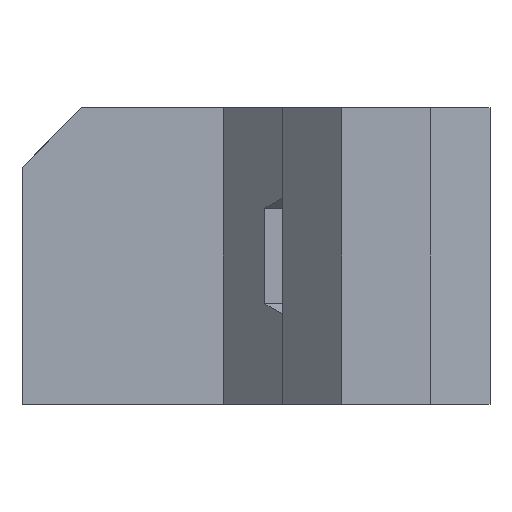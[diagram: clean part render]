
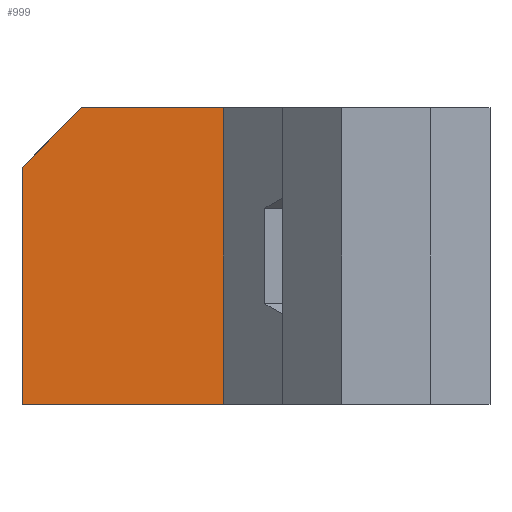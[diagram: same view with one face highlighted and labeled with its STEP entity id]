
A CAD part, front view. The second image highlights one B-rep face of the part: STEP entity #999.
In plain terms, the highlighted planar face has unit normal (0, -1, 0).
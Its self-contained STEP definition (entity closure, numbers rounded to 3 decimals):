
#47=PLANE('',#1079);
#97=FACE_OUTER_BOUND('',#155,.T.);
#155=EDGE_LOOP('',(#851,#852,#853,#854,#855));
#181=LINE('',#1375,#306);
#190=LINE('',#1394,#315);
#203=LINE('',#1420,#328);
#260=LINE('',#1555,#385);
#261=LINE('',#1556,#386);
#306=VECTOR('',#1118,1000.);
#315=VECTOR('',#1129,1000.);
#328=VECTOR('',#1144,1000.);
#385=VECTOR('',#1275,1000.);
#386=VECTOR('',#1276,1000.);
#449=VERTEX_POINT('',#1373);
#450=VERTEX_POINT('',#1374);
#458=VERTEX_POINT('',#1391);
#459=VERTEX_POINT('',#1393);
#471=VERTEX_POINT('',#1418);
#545=EDGE_CURVE('',#449,#450,#181,.T.);
#554=EDGE_CURVE('',#458,#459,#190,.T.);
#567=EDGE_CURVE('',#449,#471,#203,.T.);
#636=EDGE_CURVE('',#471,#459,#260,.T.);
#637=EDGE_CURVE('',#458,#450,#261,.F.);
#851=ORIENTED_EDGE('',*,*,#567,.T.);
#852=ORIENTED_EDGE('',*,*,#636,.T.);
#853=ORIENTED_EDGE('',*,*,#554,.F.);
#854=ORIENTED_EDGE('',*,*,#637,.T.);
#855=ORIENTED_EDGE('',*,*,#545,.F.);
#999=ADVANCED_FACE('',(#97),#47,.T.);
#1079=AXIS2_PLACEMENT_3D('',#1554,#1273,#1274);
#1118=DIRECTION('',(0.,0.,1.));
#1129=DIRECTION('',(1.,0.,0.));
#1144=DIRECTION('',(1.,0.,0.));
#1273=DIRECTION('center_axis',(0.,-1.,0.));
#1274=DIRECTION('ref_axis',(0.,0.,-1.));
#1275=DIRECTION('',(0.,0.,1.));
#1276=DIRECTION('',(0.707,0.,0.707));
#1373=CARTESIAN_POINT('',(-7.898,-21.,0.));
#1374=CARTESIAN_POINT('',(-7.898,-21.,8.));
#1375=CARTESIAN_POINT('',(-7.898,-21.,-15.));
#1391=CARTESIAN_POINT('',(-5.898,-21.,10.));
#1393=CARTESIAN_POINT('',(-1.102,-21.,10.));
#1394=CARTESIAN_POINT('',(-3.5,-21.,10.));
#1418=CARTESIAN_POINT('',(-1.102,-21.,0.));
#1420=CARTESIAN_POINT('',(0.,-21.,0.));
#1554=CARTESIAN_POINT('Origin',(-3.5,-21.,-15.));
#1555=CARTESIAN_POINT('',(-1.102,-21.,-15.));
#1556=CARTESIAN_POINT('',(-17.199,-21.,-1.301));
